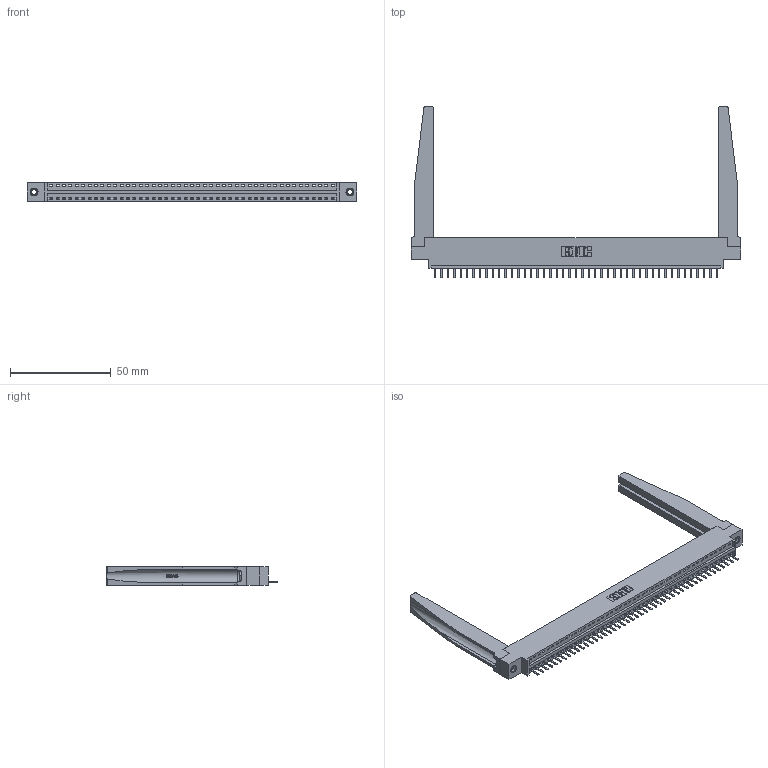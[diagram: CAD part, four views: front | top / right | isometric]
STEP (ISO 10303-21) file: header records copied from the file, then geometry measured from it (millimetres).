
FILE_DESCRIPTION (( 'STEP AP203' ), '1' );
FILE_NAME ('396-045-520-678.STEP', '2019-10-28T00:18:54', ( '' ), ( '' ), 'SwSTEP 2.0', 'SolidWorks 2016', '' );
FILE_SCHEMA (( 'CONFIG_CONTROL_DESIGN' ));
Length unit declared in the file: inch
Products named in the file (5): 345-292-001_345-293-120; 346 Part_0.170 Offset - 0.156 Dia-TH; 346-220-078_345-220-078; 345-250-001_345-250-001-102; 396-045-520-678
Assembly tree (50 placements, depth 2):
  396-045-520-678
    346 Part_0.170 Offset - 0.156 Dia-TH
    345-292-001_345-293-120  x45
    346-220-078_345-220-078  x2
    345-250-001_345-250-001-102  x2
Bounding box: 163.45 x 85.29 x 9.4 mm (x, y, z)
Volume: 22291.2 mm3; surface area: 25526.6 mm2
Topology: 50 solids, 50 shells, 3150 faces, 9229 edges, 6022 vertices
Faces by surface type: plane 2112, cylinder 986, bspline 36, cone 12, torus 4
Entity records: 32518 total; most frequent: CARTESIAN_POINT 6498, ORIENTED_EDGE 5354, DIRECTION 4701, EDGE_CURVE 2677, VECTOR 2267, LINE 2267, VERTEX_POINT 1776, AXIS2_PLACEMENT_3D 1217
